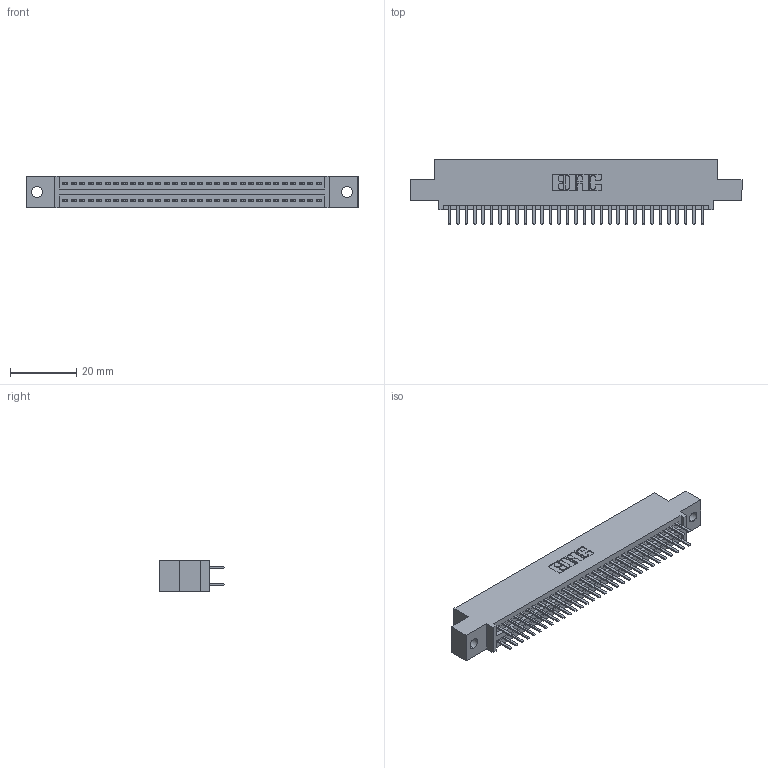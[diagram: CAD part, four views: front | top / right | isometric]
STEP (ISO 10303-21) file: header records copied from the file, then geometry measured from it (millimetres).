
FILE_DESCRIPTION (( 'STEP AP203' ), '1' );
FILE_NAME ('395-062-520-502.STEP', '2018-11-24T00:01:34', ( '' ), ( '' ), 'SwSTEP 2.0', 'SolidWorks 2016', '' );
FILE_SCHEMA (( 'CONFIG_CONTROL_DESIGN' ));
Length unit declared in the file: inch
Products named in the file (3): 345 Part_0.110 Offset - 0.128 Dia; 395-062-520-502; 345-292-001_345-293-120
Assembly tree (63 placements, depth 2):
  395-062-520-502
    345 Part_0.110 Offset - 0.128 Dia
    345-292-001_345-293-120  x62
Bounding box: 99.95 x 19.68 x 9.4 mm (x, y, z)
Volume: 9469.7 mm3; surface area: 13547 mm2
Topology: 63 solids, 63 shells, 3478 faces, 10087 edges, 6558 vertices
Faces by surface type: plane 2254, cylinder 1224
Entity records: 26053 total; most frequent: CARTESIAN_POINT 4392, ORIENTED_EDGE 4314, DIRECTION 3873, EDGE_CURVE 2157, VECTOR 1897, LINE 1897, VERTEX_POINT 1434, AXIS2_PLACEMENT_3D 988
